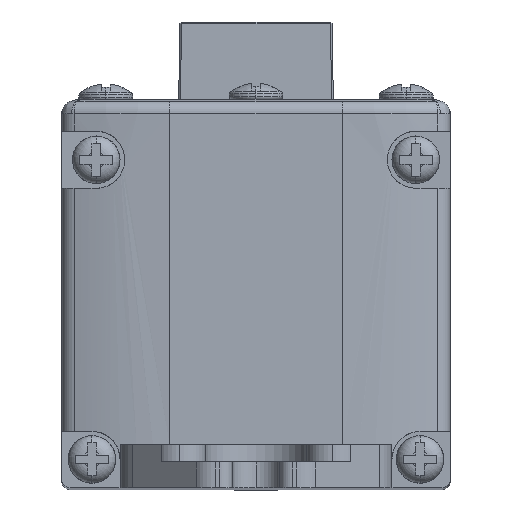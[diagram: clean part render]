
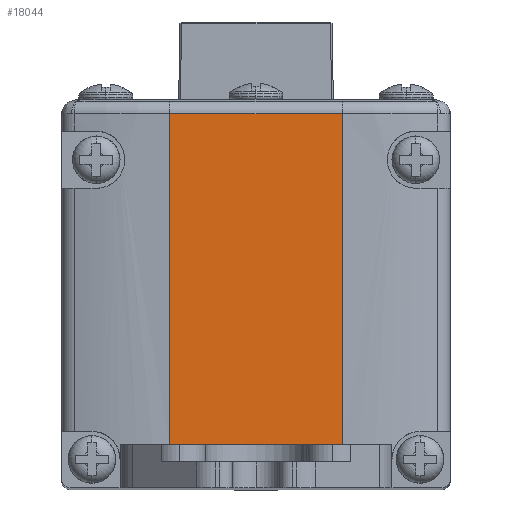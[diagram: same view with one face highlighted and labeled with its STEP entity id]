
A CAD part, top view. The second image highlights one B-rep face of the part: STEP entity #18044.
In plain terms, the highlighted planar face has unit normal (0, 0, 1).
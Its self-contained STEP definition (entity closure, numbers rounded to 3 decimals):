
#916 = EDGE_CURVE ( 'NONE', #16039, #15843, #18350, .T. ) ;
#917 = EDGE_CURVE ( 'NONE', #16040, #16039, #18349, .T. ) ;
#918 = EDGE_CURVE ( 'NONE', #16040, #15848, #18358, .T. ) ;
#5223 = CARTESIAN_POINT ( 'NONE',  ( -10., 43.349, 63. ) ) ;
#5229 = CARTESIAN_POINT ( 'NONE',  ( 10., 43.349, 63. ) ) ;
#5549 = CARTESIAN_POINT ( 'NONE',  ( 10., 5., 63. ) ) ;
#5551 = CARTESIAN_POINT ( 'NONE',  ( -10., 5., 63. ) ) ;
#7182 = CARTESIAN_POINT ( 'NONE',  ( 22.5, 45., 63. ) ) ;
#7183 = FACE_OUTER_BOUND ( 'NONE', #24012, .T. ) ;
#7213 = PLANE ( 'NONE',  #21463 ) ;
#7216 = DIRECTION ( 'NONE',  ( 0., 0., 1. ) ) ;
#7217 = DIRECTION ( 'NONE',  ( 1., 0., 0. ) ) ;
#14756 = LINE ( 'NONE', #14761, #17529 ) ;
#14761 = CARTESIAN_POINT ( 'NONE',  ( 22.5, 43.349, 63. ) ) ;
#14762 = DIRECTION ( 'NONE',  ( -1., 0., 0. ) ) ;
#15843 = VERTEX_POINT ( 'NONE', #5229 ) ;
#15848 = VERTEX_POINT ( 'NONE', #5223 ) ;
#16039 = VERTEX_POINT ( 'NONE', #5549 ) ;
#16040 = VERTEX_POINT ( 'NONE', #5551 ) ;
#17529 = VECTOR ( 'NONE', #14762, 1000. ) ;
#18044 = ADVANCED_FACE ( 'NONE', ( #7183 ), #7213, .T. ) ;
#18340 = CARTESIAN_POINT ( 'NONE',  ( 10., 0., 63. ) ) ;
#18349 = LINE ( 'NONE', #18356, #20338 ) ;
#18350 = LINE ( 'NONE', #18340, #20334 ) ;
#18355 = DIRECTION ( 'NONE',  ( 0., 1., 0. ) ) ;
#18356 = CARTESIAN_POINT ( 'NONE',  ( 22.5, 5., 63. ) ) ;
#18357 = DIRECTION ( 'NONE',  ( 1., 0., 0. ) ) ;
#18358 = LINE ( 'NONE', #18360, #20341 ) ;
#18360 = CARTESIAN_POINT ( 'NONE',  ( -10., 0., 63. ) ) ;
#18361 = DIRECTION ( 'NONE',  ( 0., 1., 0. ) ) ;
#20334 = VECTOR ( 'NONE', #18355, 1000. ) ;
#20338 = VECTOR ( 'NONE', #18357, 1000. ) ;
#20341 = VECTOR ( 'NONE', #18361, 1000. ) ;
#21271 = ORIENTED_EDGE ( 'NONE', *, *, #918, .F. ) ;
#21272 = ORIENTED_EDGE ( 'NONE', *, *, #917, .T. ) ;
#21273 = ORIENTED_EDGE ( 'NONE', *, *, #916, .T. ) ;
#21274 = ORIENTED_EDGE ( 'NONE', *, *, #23615, .T. ) ;
#21463 = AXIS2_PLACEMENT_3D ( 'NONE', #7182, #7216, #7217 ) ;
#23615 = EDGE_CURVE ( 'NONE', #15843, #15848, #14756, .T. ) ;
#24012 = EDGE_LOOP ( 'NONE', ( #21271, #21272, #21273, #21274 ) ) ;
